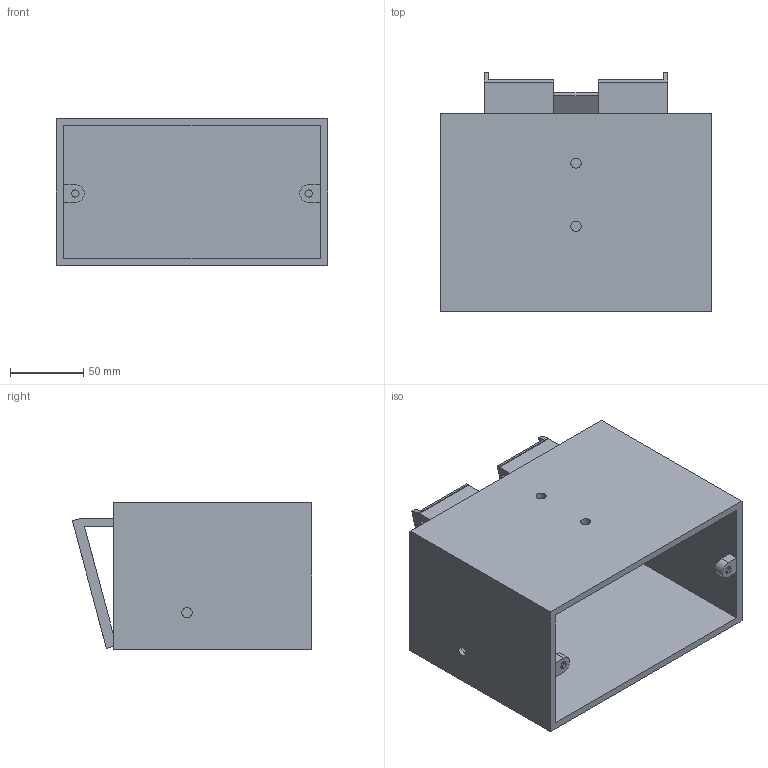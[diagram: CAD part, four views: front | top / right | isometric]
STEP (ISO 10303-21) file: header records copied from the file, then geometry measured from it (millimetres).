
FILE_DESCRIPTION (( 'STEP AP214' ), '1' );
FILE_NAME ('caixamodulo - Com suportepra plca.STEP', '2019-12-05T02:37:26', ( '' ), ( '' ), 'SwSTEP 2.0', 'SolidWorks 2019', '' );
FILE_SCHEMA (( 'AUTOMOTIVE_DESIGN' ));
Length unit declared in the file: millimetre
Products named in the file (1): caixamodulo - Com suportepra plca
Bounding box: 185 x 163.12 x 100 mm (x, y, z)
Volume: 482222.1 mm3; surface area: 210004.9 mm2
Topology: 1 solids, 1 shells, 70 faces, 189 edges, 126 vertices
Faces by surface type: plane 58, cylinder 12
Entity records: 2239 total; most frequent: CARTESIAN_POINT 386, ORIENTED_EDGE 378, DIRECTION 355, EDGE_CURVE 189, LINE 165, VECTOR 165, VERTEX_POINT 126, AXIS2_PLACEMENT_3D 95
